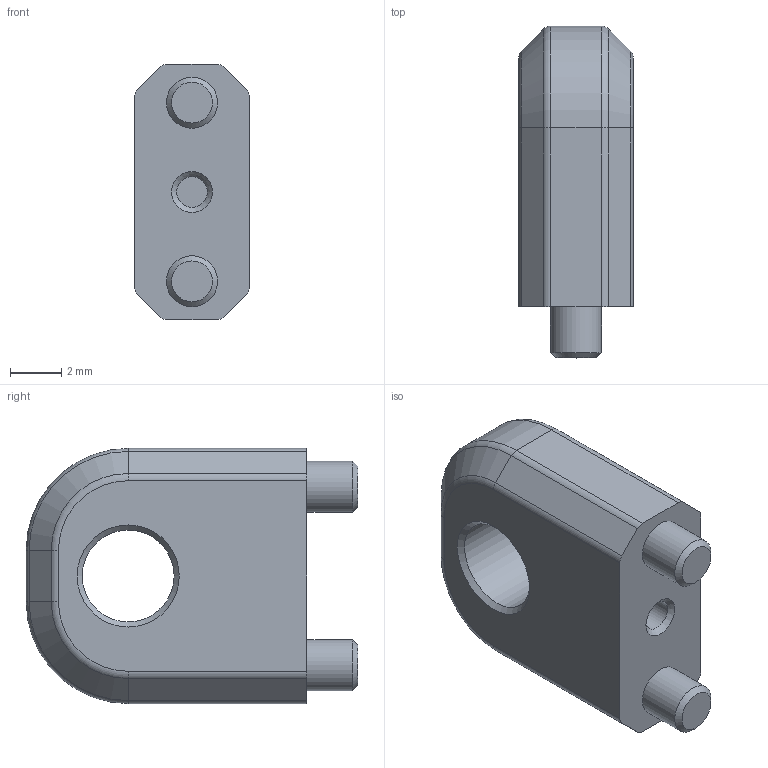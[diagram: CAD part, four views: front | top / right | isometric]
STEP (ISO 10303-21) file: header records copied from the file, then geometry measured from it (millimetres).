
FILE_DESCRIPTION(/* description */ ('OpenIRV project focus board worm mount part v0.1.0'),/* implementation_level */ '2;1');
FILE_NAME(/* name */ 'worm_mount.stp',/* time_stamp */ '2020-08-26T00:44:39+03:00',/* author */ ('Vaagn Oganesyan'),/* organization */ ('-'),/* preprocessor_version */ 'ST-DEVELOPER v17.2',/* originating_system */ 'Autodesk Inventor 2019',/* authorisation */ '');
FILE_SCHEMA (('AUTOMOTIVE_DESIGN { 1 0 10303 214 3 1 1 }'));
Length unit declared in the file: millimetre
Products named in the file (1): worm_mount
Bounding box: 4.5 x 13 x 10 mm (x, y, z)
Volume: 392 mm3; surface area: 403.3 mm2
Topology: 1 solids, 1 shells, 50 faces, 106 edges, 61 vertices
Faces by surface type: cylinder 18, plane 15, cone 9, torus 8
Full cylindrical faces by diameter (mm): 1.2 x1, 2 x2, 3.6 x1
Entity records: 1370 total; most frequent: DIRECTION 261, CARTESIAN_POINT 218, ORIENTED_EDGE 212, EDGE_CURVE 106, AXIS2_PLACEMENT_3D 104, VERTEX_POINT 61, EDGE_LOOP 55, LINE 53
